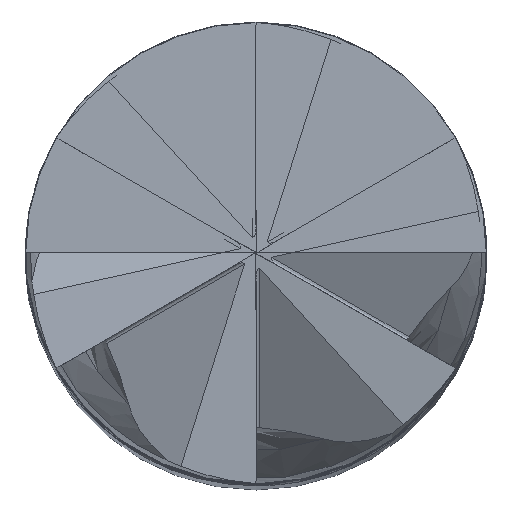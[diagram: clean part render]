
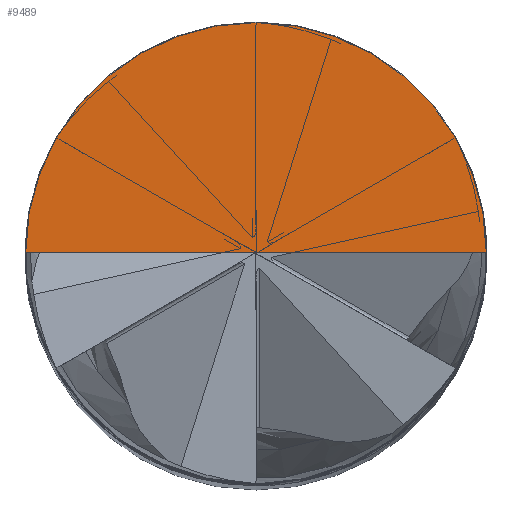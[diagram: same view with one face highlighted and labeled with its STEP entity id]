
A CAD part, top view. The second image highlights one B-rep face of the part: STEP entity #9489.
In plain terms, the highlighted planar face has unit normal (0, 0, 1).
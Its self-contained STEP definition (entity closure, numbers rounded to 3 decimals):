
#9415=DIRECTION('',(-1.,0.,0.));
#9416=VECTOR('',#9415,7.98);
#9417=CARTESIAN_POINT('',(3.99,0.,63.));
#9418=LINE('',#9417,#9416);
#9419=CARTESIAN_POINT('',(0.,0.,63.));
#9420=DIRECTION('',(0.,0.,1.));
#9421=DIRECTION('',(1.,0.,0.));
#9422=AXIS2_PLACEMENT_3D('',#9419,#9420,#9421);
#9462=CARTESIAN_POINT('',(3.99,0.,63.));
#9463=CARTESIAN_POINT('',(-3.99,0.,63.));
#9464=VERTEX_POINT('',#9462);
#9465=VERTEX_POINT('',#9463);
#9478=CARTESIAN_POINT('',(0.,0.,63.));
#9479=DIRECTION('',(0.,0.,1.));
#9480=DIRECTION('',(-0.975,-0.222,0.));
#9481=AXIS2_PLACEMENT_3D('',#9478,#9479,#9480);
#9482=PLANE('',#9481);
#9484=ORIENTED_EDGE('',*,*,#9483,.T.);
#9486=ORIENTED_EDGE('',*,*,#9485,.F.);
#9487=EDGE_LOOP('',(#9484,#9486));
#9488=FACE_OUTER_BOUND('',#9487,.F.);
#9423=CIRCLE('',#9422,3.99);
#9483=EDGE_CURVE('',#9464,#9465,#9418,.T.);
#9485=EDGE_CURVE('',#9464,#9465,#9423,.T.);
#9489=ADVANCED_FACE('',(#9488),#9482,.T.);
